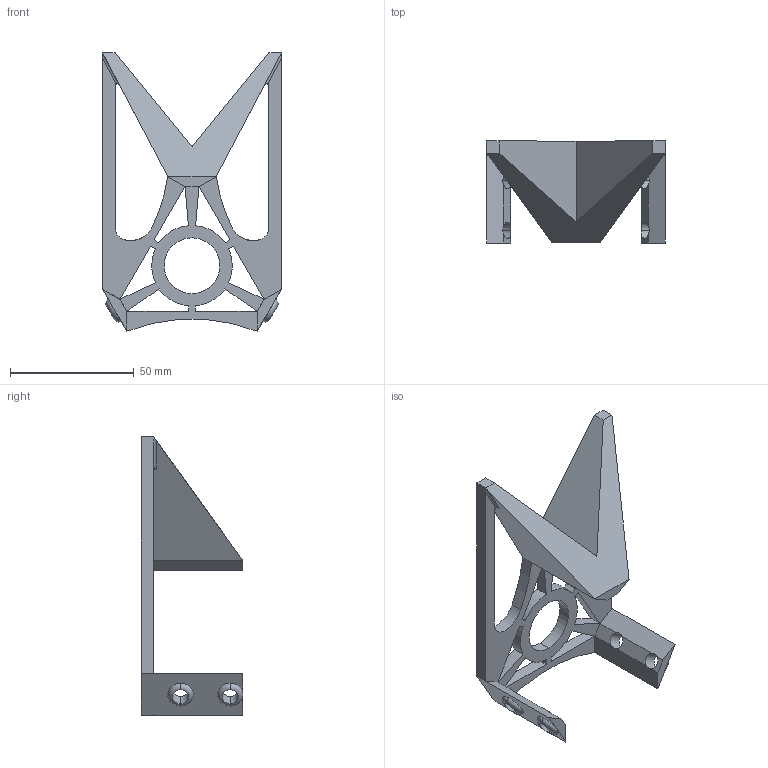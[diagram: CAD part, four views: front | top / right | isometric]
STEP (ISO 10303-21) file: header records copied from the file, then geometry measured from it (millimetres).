
FILE_DESCRIPTION (( 'STEP AP214' ), '1' );
FILE_NAME ('back leg.STEP', '2024-03-27T18:10:45', ( '' ), ( '' ), 'SwSTEP 2.0', 'SolidWorks 2024', '' );
FILE_SCHEMA (( 'AUTOMOTIVE_DESIGN' ));
Length unit declared in the file: millimetre
Products named in the file (1): back leg
Bounding box: 72.13 x 41.05 x 112.46 mm (x, y, z)
Volume: 46678.6 mm3; surface area: 20740.7 mm2
Topology: 1 solids, 1 shells, 91 faces, 265 edges, 162 vertices
Faces by surface type: plane 49, cylinder 32, torus 8, bspline 2
Entity records: 3249 total; most frequent: CARTESIAN_POINT 834, ORIENTED_EDGE 530, DIRECTION 481, EDGE_CURVE 265, VECTOR 163, LINE 163, VERTEX_POINT 162, AXIS2_PLACEMENT_3D 159
